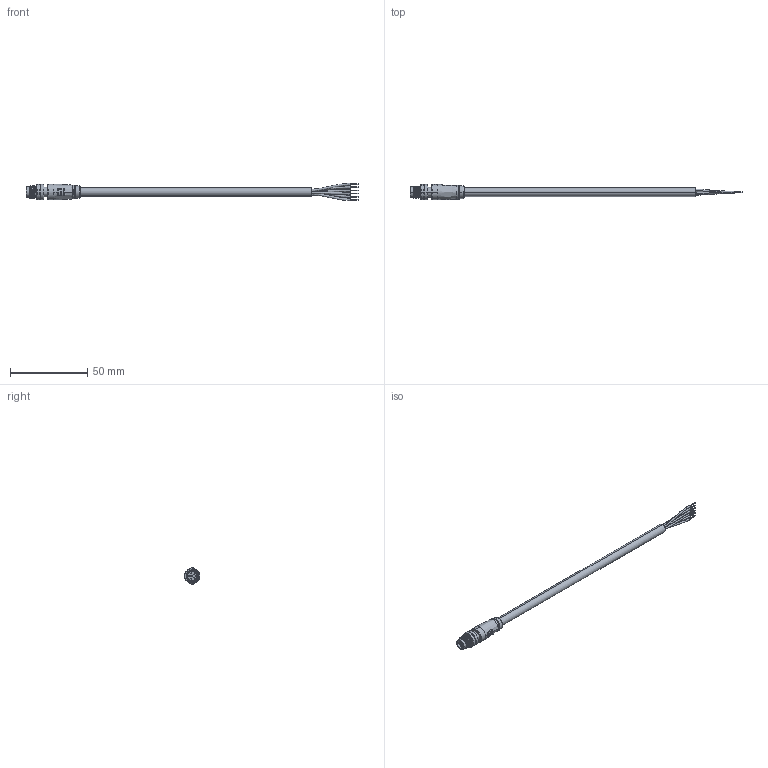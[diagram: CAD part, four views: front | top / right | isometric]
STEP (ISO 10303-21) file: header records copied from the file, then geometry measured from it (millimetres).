
FILE_DESCRIPTION (( 'STEP AP203' ), '1' );
FILE_NAME ('10-05398revA.STEP', '2023-03-17T20:23:26', ( '' ), ( '' ), 'SwSTEP 2.0', 'SolidWorks 2021', '' );
FILE_SCHEMA (( 'CONFIG_CONTROL_DESIGN' ));
Length unit declared in the file: millimetre
Products named in the file (8): 50-01007-02_STEP; 50-01007-03___; 10-05398revA; 30-02981_s + t; 24-00400_3D print; 50-01007-04___; 50-01007_STEP; 50-01007-01___
Assembly tree (11 placements, depth 3):
  10-05398revA
    30-02981_s + t
    24-00400_3D print
    50-01007_STEP
      50-01007-01___
      50-01007-02_STEP
      50-01007-03___  x5
      50-01007-04___
Bounding box: 215 x 10.25 x 11.3 mm (x, y, z)
Volume: 5993.1 mm3; surface area: 32176.4 mm2
Topology: 324 solids, 324 shells, 1953 faces, 3712 edges, 2429 vertices
Faces by surface type: cylinder 1067, plane 719, bspline 73, cone 53, torus 29, sphere 12
Entity records: 51849 total; most frequent: CARTESIAN_POINT 12137, DIRECTION 8960, ORIENTED_EDGE 6914, AXIS2_PLACEMENT_3D 3905, EDGE_CURVE 3457, VERTEX_POINT 2285, EDGE_LOOP 2192, CIRCLE 2126
